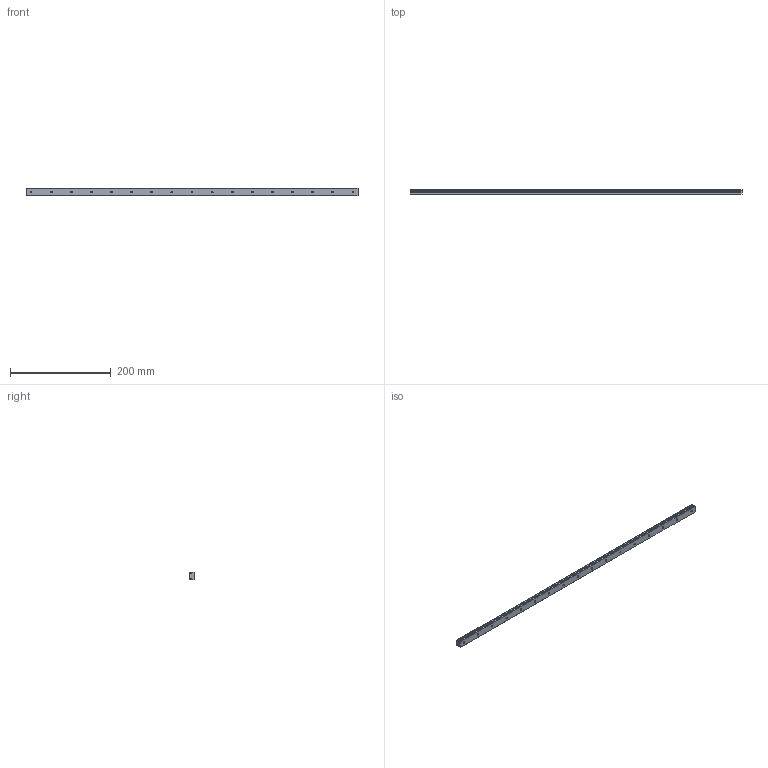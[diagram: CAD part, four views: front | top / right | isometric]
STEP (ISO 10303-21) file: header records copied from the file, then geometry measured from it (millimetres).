
FILE_DESCRIPTION (( 'STEP AP214' ), '1' );
FILE_NAME ('SRS15MSS-660LM_G10_0_0_0_0_0_1.STEP', '2021-08-11T11:10:03', ( '' ), ( '' ), 'SwSTEP 2.0', 'SolidWorks 2021', '' );
FILE_SCHEMA (( 'AUTOMOTIVE_DESIGN' ));
Length unit declared in the file: millimetre
Products named in the file (2): SRS15MSS-660LM_G10_0_0_0_0_0_1; _SRS15M66010 Track
Assembly tree (1 placements, depth 2):
  SRS15MSS-660LM_G10_0_0_0_0_0_1
    _SRS15M66010 Track
Bounding box: 660 x 9.5 x 15 mm (x, y, z)
Volume: 79898.6 mm3; surface area: 34047 mm2
Topology: 1 solids, 1 shells, 108 faces, 267 edges, 178 vertices
Faces by surface type: cylinder 75, plane 33
Entity records: 3415 total; most frequent: DIRECTION 641, CARTESIAN_POINT 557, ORIENTED_EDGE 534, EDGE_CURVE 267, AXIS2_PLACEMENT_3D 262, VERTEX_POINT 178, EDGE_LOOP 159, CIRCLE 150
